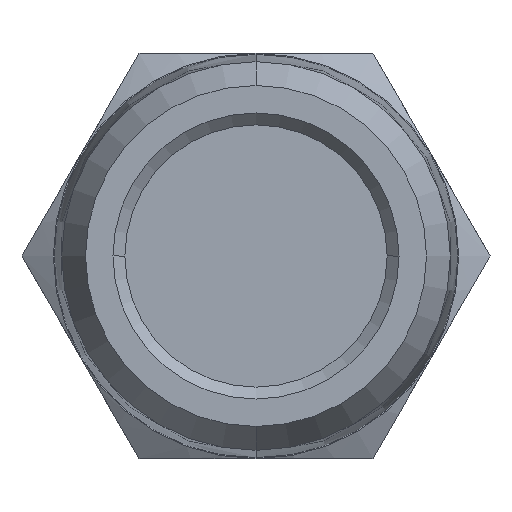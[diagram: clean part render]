
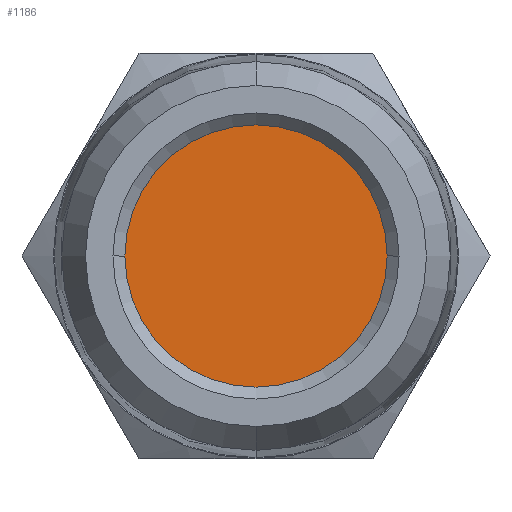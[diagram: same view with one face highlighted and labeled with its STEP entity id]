
A CAD part, front view. The second image highlights one B-rep face of the part: STEP entity #1186.
In plain terms, the highlighted planar face has unit normal (0, -1, 0).
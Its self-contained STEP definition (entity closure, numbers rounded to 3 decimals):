
#173 = CARTESIAN_POINT ( 'NONE',  ( 5.5, 5.5, 0. ) ) ;
#174 = CARTESIAN_POINT ( 'NONE',  ( -5.5, 5.5, 0. ) ) ;
#352 = PLANE ( 'NONE',  #1540 ) ;
#354 = CARTESIAN_POINT ( 'NONE',  ( 0., 5.5, 0. ) ) ;
#359 = DIRECTION ( 'NONE',  ( 0., 1., 0. ) ) ;
#360 = DIRECTION ( 'NONE',  ( 0., 0., 1. ) ) ;
#421 = CARTESIAN_POINT ( 'NONE',  ( 0., 5.5, 0. ) ) ;
#422 = DIRECTION ( 'NONE',  ( 0., -1., 0. ) ) ;
#423 = DIRECTION ( 'NONE',  ( 0., 0., 1. ) ) ;
#430 = CARTESIAN_POINT ( 'NONE',  ( 0., 5.5, 0. ) ) ;
#431 = DIRECTION ( 'NONE',  ( 0., -1., 0. ) ) ;
#432 = DIRECTION ( 'NONE',  ( 0., 0., 1. ) ) ;
#974 = AXIS2_PLACEMENT_3D ( 'NONE', #421, #422, #423 ) ;
#976 = AXIS2_PLACEMENT_3D ( 'NONE', #430, #431, #432 ) ;
#1079 = EDGE_CURVE ( 'NONE', #1286, #1285, #1698, .T. ) ;
#1082 = EDGE_CURVE ( 'NONE', #1285, #1286, #1713, .T. ) ;
#1186 = ADVANCED_FACE ( 'NONE', ( #1817 ), #352, .F. ) ;
#1285 = VERTEX_POINT ( 'NONE', #173 ) ;
#1286 = VERTEX_POINT ( 'NONE', #174 ) ;
#1540 = AXIS2_PLACEMENT_3D ( 'NONE', #354, #359, #360 ) ;
#1698 = CIRCLE ( 'NONE', #974, 5.5 ) ;
#1713 = CIRCLE ( 'NONE', #976, 5.5 ) ;
#1817 = FACE_OUTER_BOUND ( 'NONE', #1857, .T. ) ;
#1857 = EDGE_LOOP ( 'NONE', ( #1923, #1924 ) ) ;
#1923 = ORIENTED_EDGE ( 'NONE', *, *, #1079, .T. ) ;
#1924 = ORIENTED_EDGE ( 'NONE', *, *, #1082, .T. ) ;
